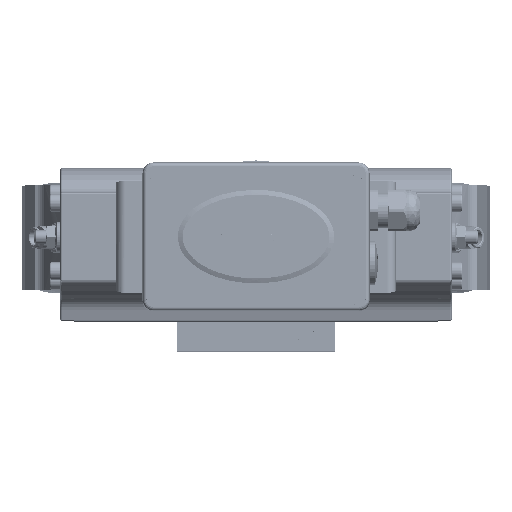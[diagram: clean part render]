
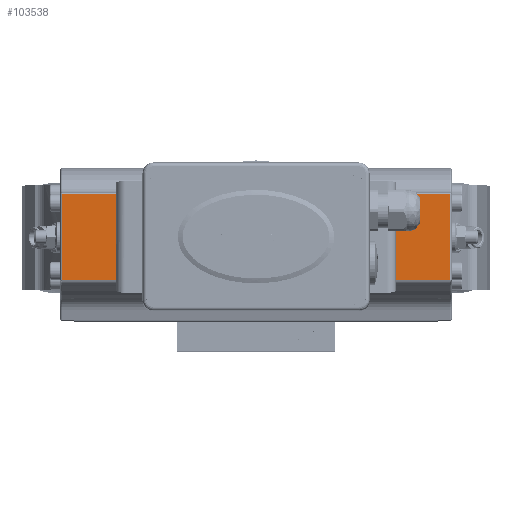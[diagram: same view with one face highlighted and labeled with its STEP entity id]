
A CAD part, top view. The second image highlights one B-rep face of the part: STEP entity #103538.
In plain terms, the highlighted planar face has unit normal (0, 0, 1).
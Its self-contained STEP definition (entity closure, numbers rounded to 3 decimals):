
#48970=CARTESIAN_POINT('',(111.,-24.5,319.5));
#48971=VERTEX_POINT('',#48970);
#48979=CARTESIAN_POINT('',(-111.,-24.5,319.5));
#48980=VERTEX_POINT('',#48979);
#48981=CARTESIAN_POINT('',(111.,-24.5,319.5));
#48982=DIRECTION('',(-1.0,0.0,0.0));
#48983=VECTOR('',#48982,222.0);
#48984=LINE('',#48981,#48983);
#48985=EDGE_CURVE('',#48971,#48980,#48984,.T.);
#49019=CARTESIAN_POINT('',(111.,24.5,319.5));
#49020=VERTEX_POINT('',#49019);
#49021=CARTESIAN_POINT('',(-111.,24.5,319.5));
#49022=VERTEX_POINT('',#49021);
#49023=CARTESIAN_POINT('',(111.,24.5,319.5));
#49024=DIRECTION('',(-1.0,0.0,0.0));
#49025=VECTOR('',#49024,222.0);
#49026=LINE('',#49023,#49025);
#49027=EDGE_CURVE('',#49020,#49022,#49026,.T.);
#49503=CARTESIAN_POINT('',(0.,15.,319.5));
#49504=VERTEX_POINT('',#49503);
#49505=CARTESIAN_POINT('',(0.,0.,319.5));
#49506=DIRECTION('',(0.0,0.0,-1.0));
#49507=DIRECTION('',(0.0,-1.0,0.0));
#49508=AXIS2_PLACEMENT_3D('',#49505,#49506,#49507);
#49509=CIRCLE('',#49508,15.0);
#49510=EDGE_CURVE('',#49504,#49504,#49509,.T.);
#52104=CARTESIAN_POINT('',(-111.,24.5,319.5));
#52105=DIRECTION('',(0.0,-1.0,0.0));
#52106=VECTOR('',#52105,49.0);
#52107=LINE('',#52104,#52106);
#52108=EDGE_CURVE('',#49022,#48980,#52107,.T.);
#63209=CARTESIAN_POINT('',(111.,24.5,319.5));
#63210=DIRECTION('',(0.0,-1.0,0.0));
#63211=VECTOR('',#63210,49.0);
#63212=LINE('',#63209,#63211);
#63213=EDGE_CURVE('',#49020,#48971,#63212,.T.);
#103456=CARTESIAN_POINT('',(0.,24.5,319.5));
#103457=DIRECTION('',(0.0,0.0,1.0));
#103458=DIRECTION('',(-1.0,0.0,0.0));
#103459=AXIS2_PLACEMENT_3D('',#103456,#103457,#103458);
#103460=PLANE('',#103459);
#103461=ORIENTED_EDGE('',*,*,#48985,.F.);
#103462=ORIENTED_EDGE('',*,*,#63213,.F.);
#103463=ORIENTED_EDGE('',*,*,#49027,.T.);
#103464=ORIENTED_EDGE('',*,*,#52108,.T.);
#103465=EDGE_LOOP('',(#103461,#103462,#103463,#103464));
#103466=FACE_OUTER_BOUND('',#103465,.T.);
#103467=CARTESIAN_POINT('',(-36.,-21.,319.5));
#103468=VERTEX_POINT('',#103467);
#103469=CARTESIAN_POINT('',(-75.,-21.,319.5));
#103470=VERTEX_POINT('',#103469);
#103471=CARTESIAN_POINT('',(-36.,-21.,319.5));
#103472=DIRECTION('',(-1.0,0.0,0.0));
#103473=VECTOR('',#103472,39.);
#103474=LINE('',#103471,#103473);
#103475=EDGE_CURVE('',#103468,#103470,#103474,.T.);
#103476=ORIENTED_EDGE('',*,*,#103475,.T.);
#103477=CARTESIAN_POINT('',(-75.,21.,319.5));
#103478=VERTEX_POINT('',#103477);
#103479=CARTESIAN_POINT('',(-75.,-21.,319.5));
#103480=DIRECTION('',(0.0,1.0,0.0));
#103481=VECTOR('',#103480,42.0);
#103482=LINE('',#103479,#103481);
#103483=EDGE_CURVE('',#103470,#103478,#103482,.T.);
#103484=ORIENTED_EDGE('',*,*,#103483,.T.);
#103485=CARTESIAN_POINT('',(-36.,21.,319.5));
#103486=VERTEX_POINT('',#103485);
#103487=CARTESIAN_POINT('',(-75.,21.,319.5));
#103488=DIRECTION('',(1.0,0.0,0.0));
#103489=VECTOR('',#103488,39.);
#103490=LINE('',#103487,#103489);
#103491=EDGE_CURVE('',#103478,#103486,#103490,.T.);
#103492=ORIENTED_EDGE('',*,*,#103491,.T.);
#103493=CARTESIAN_POINT('',(-36.,21.,319.5));
#103494=DIRECTION('',(0.0,-1.0,0.0));
#103495=VECTOR('',#103494,42.);
#103496=LINE('',#103493,#103495);
#103497=EDGE_CURVE('',#103486,#103468,#103496,.T.);
#103498=ORIENTED_EDGE('',*,*,#103497,.T.);
#103499=EDGE_LOOP('',(#103476,#103484,#103492,#103498));
#103500=FACE_BOUND('',#103499,.T.);
#103501=CARTESIAN_POINT('',(36.,21.,319.5));
#103502=VERTEX_POINT('',#103501);
#103503=CARTESIAN_POINT('',(75.,21.,319.5));
#103504=VERTEX_POINT('',#103503);
#103505=CARTESIAN_POINT('',(36.,21.,319.5));
#103506=DIRECTION('',(1.0,0.0,0.0));
#103507=VECTOR('',#103506,39.);
#103508=LINE('',#103505,#103507);
#103509=EDGE_CURVE('',#103502,#103504,#103508,.T.);
#103510=ORIENTED_EDGE('',*,*,#103509,.T.);
#103511=CARTESIAN_POINT('',(75.,-21.,319.5));
#103512=VERTEX_POINT('',#103511);
#103513=CARTESIAN_POINT('',(75.,21.,319.5));
#103514=DIRECTION('',(0.0,-1.0,0.0));
#103515=VECTOR('',#103514,42.);
#103516=LINE('',#103513,#103515);
#103517=EDGE_CURVE('',#103504,#103512,#103516,.T.);
#103518=ORIENTED_EDGE('',*,*,#103517,.T.);
#103519=CARTESIAN_POINT('',(36.,-21.,319.5));
#103520=VERTEX_POINT('',#103519);
#103521=CARTESIAN_POINT('',(75.,-21.,319.5));
#103522=DIRECTION('',(-1.0,0.0,0.0));
#103523=VECTOR('',#103522,39.);
#103524=LINE('',#103521,#103523);
#103525=EDGE_CURVE('',#103512,#103520,#103524,.T.);
#103526=ORIENTED_EDGE('',*,*,#103525,.T.);
#103527=CARTESIAN_POINT('',(36.,-21.,319.5));
#103528=DIRECTION('',(0.0,1.0,0.0));
#103529=VECTOR('',#103528,42.);
#103530=LINE('',#103527,#103529);
#103531=EDGE_CURVE('',#103520,#103502,#103530,.T.);
#103532=ORIENTED_EDGE('',*,*,#103531,.T.);
#103533=EDGE_LOOP('',(#103510,#103518,#103526,#103532));
#103534=FACE_BOUND('',#103533,.T.);
#103535=ORIENTED_EDGE('',*,*,#49510,.T.);
#103536=EDGE_LOOP('',(#103535));
#103537=FACE_BOUND('',#103536,.T.);
#103538=ADVANCED_FACE('',(#103466,#103500,#103534,#103537),#103460,.T.);
